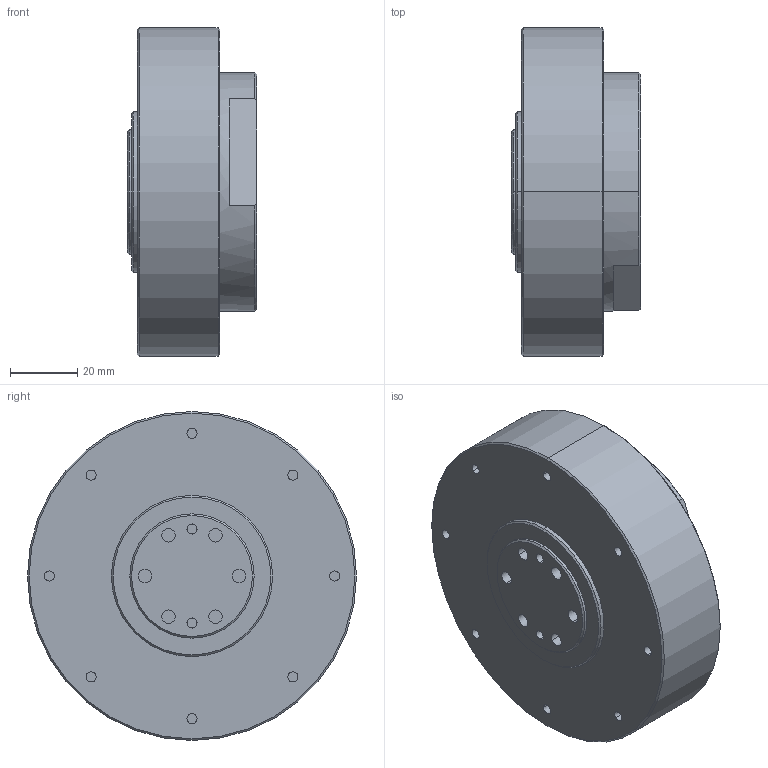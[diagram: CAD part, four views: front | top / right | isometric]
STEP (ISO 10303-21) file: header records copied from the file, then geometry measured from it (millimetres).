
FILE_DESCRIPTION((''),'2;1');
FILE_NAME('AK80-9','2020-09-10T',('Administrator'),(''),'PRO/ENGINEER BY PARAMETRIC TECHNOLOGY CORPORATION, 2013040','PRO/ENGINEER BY PARAMETRIC TECHNOLOGY CORPORATION, 2013040','');
FILE_SCHEMA(('CONFIG_CONTROL_DESIGN'));
Length unit declared in the file: millimetre
Products named in the file (1): AK80-9
Bounding box: 38.5 x 98 x 98 mm (x, y, z)
Volume: 231094.5 mm3; surface area: 26048.3 mm2
Topology: 1 solids, 1 shells, 96 faces, 193 edges, 126 vertices
Faces by surface type: cylinder 56, plane 31, cone 9
Entity records: 2598 total; most frequent: DIRECTION 506, CARTESIAN_POINT 423, ORIENTED_EDGE 386, AXIS2_PLACEMENT_3D 219, EDGE_CURVE 193, VERTEX_POINT 126, EDGE_LOOP 123, CIRCLE 123
